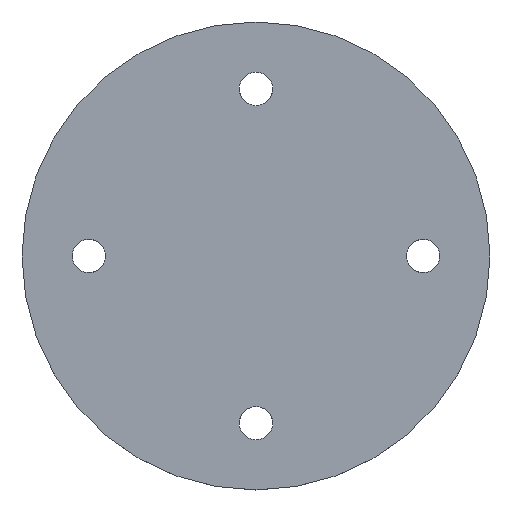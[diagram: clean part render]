
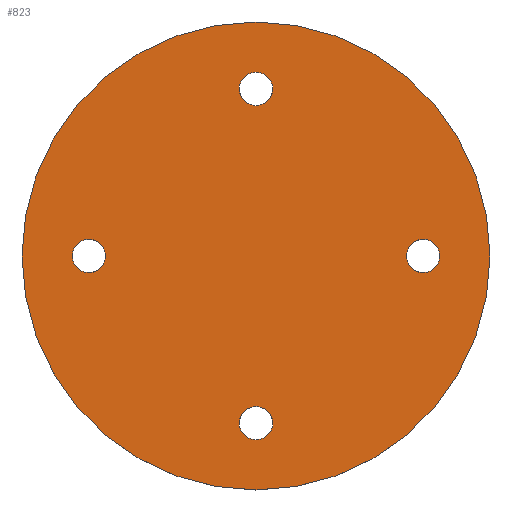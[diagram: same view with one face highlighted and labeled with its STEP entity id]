
A CAD part, top view. The second image highlights one B-rep face of the part: STEP entity #823.
In plain terms, the highlighted planar face has unit normal (0, 0, 1).
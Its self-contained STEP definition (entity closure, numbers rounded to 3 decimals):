
#739 = EDGE_CURVE('',#740,#740,#742,.T.);
#740 = VERTEX_POINT('',#741);
#741 = CARTESIAN_POINT('',(35.,0.,11.));
#742 = SURFACE_CURVE('',#743,(#748,#760),.PCURVE_S1.);
#743 = CIRCLE('',#744,35.);
#744 = AXIS2_PLACEMENT_3D('',#745,#746,#747);
#745 = CARTESIAN_POINT('',(0.,0.,11.));
#746 = DIRECTION('',(0.,0.,1.));
#747 = DIRECTION('',(1.,0.,0.));
#748 = PCURVE('',#749,#754);
#749 = CYLINDRICAL_SURFACE('',#750,35.);
#750 = AXIS2_PLACEMENT_3D('',#751,#752,#753);
#751 = CARTESIAN_POINT('',(0.,0.,9.));
#752 = DIRECTION('',(0.,0.,1.));
#753 = DIRECTION('',(1.,0.,0.));
#754 = DEFINITIONAL_REPRESENTATION('',(#755),#759);
#755 = LINE('',#756,#757);
#756 = CARTESIAN_POINT('',(0.,2.));
#757 = VECTOR('',#758,1.);
#758 = DIRECTION('',(1.,0.));
#759 = ( GEOMETRIC_REPRESENTATION_CONTEXT(2) 
PARAMETRIC_REPRESENTATION_CONTEXT() REPRESENTATION_CONTEXT('2D SPACE',''
  ) );
#760 = PCURVE('',#761,#766);
#761 = PLANE('',#762);
#762 = AXIS2_PLACEMENT_3D('',#763,#764,#765);
#763 = CARTESIAN_POINT('',(0.,0.,11.));
#764 = DIRECTION('',(0.,0.,1.));
#765 = DIRECTION('',(1.,0.,0.));
#766 = DEFINITIONAL_REPRESENTATION('',(#767),#771);
#767 = CIRCLE('',#768,35.);
#768 = AXIS2_PLACEMENT_2D('',#769,#770);
#769 = CARTESIAN_POINT('',(0.,0.));
#770 = DIRECTION('',(1.,0.));
#771 = ( GEOMETRIC_REPRESENTATION_CONTEXT(2) 
PARAMETRIC_REPRESENTATION_CONTEXT() REPRESENTATION_CONTEXT('2D SPACE',''
  ) );
#823 = ADVANCED_FACE('',(#824,#827,#862,#897,#932),#761,.T.);
#824 = FACE_BOUND('',#825,.T.);
#825 = EDGE_LOOP('',(#826));
#826 = ORIENTED_EDGE('',*,*,#739,.T.);
#827 = FACE_BOUND('',#828,.T.);
#828 = EDGE_LOOP('',(#829));
#829 = ORIENTED_EDGE('',*,*,#830,.T.);
#830 = EDGE_CURVE('',#831,#831,#833,.T.);
#831 = VERTEX_POINT('',#832);
#832 = CARTESIAN_POINT('',(0.,-22.5,11.));
#833 = SURFACE_CURVE('',#834,(#839,#850),.PCURVE_S1.);
#834 = CIRCLE('',#835,2.5);
#835 = AXIS2_PLACEMENT_3D('',#836,#837,#838);
#836 = CARTESIAN_POINT('',(0.,-25.,11.));
#837 = DIRECTION('',(0.,0.,-1.));
#838 = DIRECTION('',(0.,1.,0.));
#839 = PCURVE('',#761,#840);
#840 = DEFINITIONAL_REPRESENTATION('',(#841),#849);
#841 = ( BOUNDED_CURVE() B_SPLINE_CURVE(2,(#842,#843,#844,#845,#846,#847
,#848),.UNSPECIFIED.,.T.,.F.) B_SPLINE_CURVE_WITH_KNOTS((1,2,2,2,2,1),(
    -2.094,0.,2.094,4.189,6.283,
8.378),.UNSPECIFIED.) CURVE() GEOMETRIC_REPRESENTATION_ITEM() 
RATIONAL_B_SPLINE_CURVE((1.,0.5,1.,0.5,1.,0.5,1.)) REPRESENTATION_ITEM(
  '') );
#842 = CARTESIAN_POINT('',(0.,-22.5));
#843 = CARTESIAN_POINT('',(4.33,-22.5));
#844 = CARTESIAN_POINT('',(2.165,-26.25));
#845 = CARTESIAN_POINT('',(0.,-30.));
#846 = CARTESIAN_POINT('',(-2.165,-26.25));
#847 = CARTESIAN_POINT('',(-4.33,-22.5));
#848 = CARTESIAN_POINT('',(0.,-22.5));
#849 = ( GEOMETRIC_REPRESENTATION_CONTEXT(2) 
PARAMETRIC_REPRESENTATION_CONTEXT() REPRESENTATION_CONTEXT('2D SPACE',''
  ) );
#850 = PCURVE('',#851,#856);
#851 = CYLINDRICAL_SURFACE('',#852,2.5);
#852 = AXIS2_PLACEMENT_3D('',#853,#854,#855);
#853 = CARTESIAN_POINT('',(0.,-25.,11.));
#854 = DIRECTION('',(0.,-0.,-1.));
#855 = DIRECTION('',(0.,1.,0.));
#856 = DEFINITIONAL_REPRESENTATION('',(#857),#861);
#857 = LINE('',#858,#859);
#858 = CARTESIAN_POINT('',(0.,0.));
#859 = VECTOR('',#860,1.);
#860 = DIRECTION('',(1.,0.));
#861 = ( GEOMETRIC_REPRESENTATION_CONTEXT(2) 
PARAMETRIC_REPRESENTATION_CONTEXT() REPRESENTATION_CONTEXT('2D SPACE',''
  ) );
#862 = FACE_BOUND('',#863,.T.);
#863 = EDGE_LOOP('',(#864));
#864 = ORIENTED_EDGE('',*,*,#865,.T.);
#865 = EDGE_CURVE('',#866,#866,#868,.T.);
#866 = VERTEX_POINT('',#867);
#867 = CARTESIAN_POINT('',(-22.5,0.,11.));
#868 = SURFACE_CURVE('',#869,(#874,#885),.PCURVE_S1.);
#869 = CIRCLE('',#870,2.5);
#870 = AXIS2_PLACEMENT_3D('',#871,#872,#873);
#871 = CARTESIAN_POINT('',(-25.,0.,11.));
#872 = DIRECTION('',(0.,-0.,-1.));
#873 = DIRECTION('',(1.,0.,0.));
#874 = PCURVE('',#761,#875);
#875 = DEFINITIONAL_REPRESENTATION('',(#876),#884);
#876 = ( BOUNDED_CURVE() B_SPLINE_CURVE(2,(#877,#878,#879,#880,#881,#882
,#883),.UNSPECIFIED.,.T.,.F.) B_SPLINE_CURVE_WITH_KNOTS((1,2,2,2,2,1),(
    -2.094,0.,2.094,4.189,6.283,
8.378),.UNSPECIFIED.) CURVE() GEOMETRIC_REPRESENTATION_ITEM() 
RATIONAL_B_SPLINE_CURVE((1.,0.5,1.,0.5,1.,0.5,1.)) REPRESENTATION_ITEM(
  '') );
#877 = CARTESIAN_POINT('',(-22.5,0.));
#878 = CARTESIAN_POINT('',(-22.5,-4.33));
#879 = CARTESIAN_POINT('',(-26.25,-2.165));
#880 = CARTESIAN_POINT('',(-30.,0.));
#881 = CARTESIAN_POINT('',(-26.25,2.165));
#882 = CARTESIAN_POINT('',(-22.5,4.33));
#883 = CARTESIAN_POINT('',(-22.5,0.));
#884 = ( GEOMETRIC_REPRESENTATION_CONTEXT(2) 
PARAMETRIC_REPRESENTATION_CONTEXT() REPRESENTATION_CONTEXT('2D SPACE',''
  ) );
#885 = PCURVE('',#886,#891);
#886 = CYLINDRICAL_SURFACE('',#887,2.5);
#887 = AXIS2_PLACEMENT_3D('',#888,#889,#890);
#888 = CARTESIAN_POINT('',(-25.,0.,11.));
#889 = DIRECTION('',(-0.,0.,-1.));
#890 = DIRECTION('',(1.,0.,0.));
#891 = DEFINITIONAL_REPRESENTATION('',(#892),#896);
#892 = LINE('',#893,#894);
#893 = CARTESIAN_POINT('',(0.,0.));
#894 = VECTOR('',#895,1.);
#895 = DIRECTION('',(1.,0.));
#896 = ( GEOMETRIC_REPRESENTATION_CONTEXT(2) 
PARAMETRIC_REPRESENTATION_CONTEXT() REPRESENTATION_CONTEXT('2D SPACE',''
  ) );
#897 = FACE_BOUND('',#898,.T.);
#898 = EDGE_LOOP('',(#899));
#899 = ORIENTED_EDGE('',*,*,#900,.T.);
#900 = EDGE_CURVE('',#901,#901,#903,.T.);
#901 = VERTEX_POINT('',#902);
#902 = CARTESIAN_POINT('',(22.5,0.,11.));
#903 = SURFACE_CURVE('',#904,(#909,#920),.PCURVE_S1.);
#904 = CIRCLE('',#905,2.5);
#905 = AXIS2_PLACEMENT_3D('',#906,#907,#908);
#906 = CARTESIAN_POINT('',(25.,0.,11.));
#907 = DIRECTION('',(0.,0.,-1.));
#908 = DIRECTION('',(-1.,0.,0.));
#909 = PCURVE('',#761,#910);
#910 = DEFINITIONAL_REPRESENTATION('',(#911),#919);
#911 = ( BOUNDED_CURVE() B_SPLINE_CURVE(2,(#912,#913,#914,#915,#916,#917
,#918),.UNSPECIFIED.,.T.,.F.) B_SPLINE_CURVE_WITH_KNOTS((1,2,2,2,2,1),(
    -2.094,0.,2.094,4.189,6.283,
8.378),.UNSPECIFIED.) CURVE() GEOMETRIC_REPRESENTATION_ITEM() 
RATIONAL_B_SPLINE_CURVE((1.,0.5,1.,0.5,1.,0.5,1.)) REPRESENTATION_ITEM(
  '') );
#912 = CARTESIAN_POINT('',(22.5,0.));
#913 = CARTESIAN_POINT('',(22.5,4.33));
#914 = CARTESIAN_POINT('',(26.25,2.165));
#915 = CARTESIAN_POINT('',(30.,0.));
#916 = CARTESIAN_POINT('',(26.25,-2.165));
#917 = CARTESIAN_POINT('',(22.5,-4.33));
#918 = CARTESIAN_POINT('',(22.5,0.));
#919 = ( GEOMETRIC_REPRESENTATION_CONTEXT(2) 
PARAMETRIC_REPRESENTATION_CONTEXT() REPRESENTATION_CONTEXT('2D SPACE',''
  ) );
#920 = PCURVE('',#921,#926);
#921 = CYLINDRICAL_SURFACE('',#922,2.5);
#922 = AXIS2_PLACEMENT_3D('',#923,#924,#925);
#923 = CARTESIAN_POINT('',(25.,0.,11.));
#924 = DIRECTION('',(0.,0.,-1.));
#925 = DIRECTION('',(-1.,0.,0.));
#926 = DEFINITIONAL_REPRESENTATION('',(#927),#931);
#927 = LINE('',#928,#929);
#928 = CARTESIAN_POINT('',(0.,0.));
#929 = VECTOR('',#930,1.);
#930 = DIRECTION('',(1.,0.));
#931 = ( GEOMETRIC_REPRESENTATION_CONTEXT(2) 
PARAMETRIC_REPRESENTATION_CONTEXT() REPRESENTATION_CONTEXT('2D SPACE',''
  ) );
#932 = FACE_BOUND('',#933,.T.);
#933 = EDGE_LOOP('',(#934));
#934 = ORIENTED_EDGE('',*,*,#935,.T.);
#935 = EDGE_CURVE('',#936,#936,#938,.T.);
#936 = VERTEX_POINT('',#937);
#937 = CARTESIAN_POINT('',(0.,22.5,11.));
#938 = SURFACE_CURVE('',#939,(#944,#955),.PCURVE_S1.);
#939 = CIRCLE('',#940,2.5);
#940 = AXIS2_PLACEMENT_3D('',#941,#942,#943);
#941 = CARTESIAN_POINT('',(0.,25.,11.));
#942 = DIRECTION('',(-0.,0.,-1.));
#943 = DIRECTION('',(0.,-1.,0.));
#944 = PCURVE('',#761,#945);
#945 = DEFINITIONAL_REPRESENTATION('',(#946),#954);
#946 = ( BOUNDED_CURVE() B_SPLINE_CURVE(2,(#947,#948,#949,#950,#951,#952
,#953),.UNSPECIFIED.,.T.,.F.) B_SPLINE_CURVE_WITH_KNOTS((1,2,2,2,2,1),(
    -2.094,0.,2.094,4.189,6.283,
8.378),.UNSPECIFIED.) CURVE() GEOMETRIC_REPRESENTATION_ITEM() 
RATIONAL_B_SPLINE_CURVE((1.,0.5,1.,0.5,1.,0.5,1.)) REPRESENTATION_ITEM(
  '') );
#947 = CARTESIAN_POINT('',(0.,22.5));
#948 = CARTESIAN_POINT('',(-4.33,22.5));
#949 = CARTESIAN_POINT('',(-2.165,26.25));
#950 = CARTESIAN_POINT('',(0.,30.));
#951 = CARTESIAN_POINT('',(2.165,26.25));
#952 = CARTESIAN_POINT('',(4.33,22.5));
#953 = CARTESIAN_POINT('',(0.,22.5));
#954 = ( GEOMETRIC_REPRESENTATION_CONTEXT(2) 
PARAMETRIC_REPRESENTATION_CONTEXT() REPRESENTATION_CONTEXT('2D SPACE',''
  ) );
#955 = PCURVE('',#956,#961);
#956 = CYLINDRICAL_SURFACE('',#957,2.5);
#957 = AXIS2_PLACEMENT_3D('',#958,#959,#960);
#958 = CARTESIAN_POINT('',(0.,25.,11.));
#959 = DIRECTION('',(0.,0.,-1.));
#960 = DIRECTION('',(0.,-1.,0.));
#961 = DEFINITIONAL_REPRESENTATION('',(#962),#966);
#962 = LINE('',#963,#964);
#963 = CARTESIAN_POINT('',(0.,0.));
#964 = VECTOR('',#965,1.);
#965 = DIRECTION('',(1.,0.));
#966 = ( GEOMETRIC_REPRESENTATION_CONTEXT(2) 
PARAMETRIC_REPRESENTATION_CONTEXT() REPRESENTATION_CONTEXT('2D SPACE',''
  ) );
